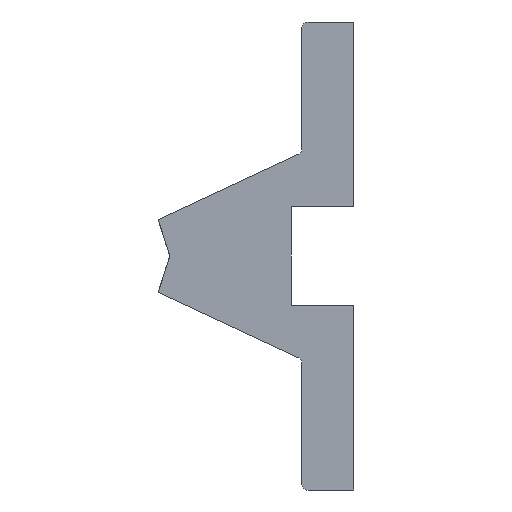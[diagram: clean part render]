
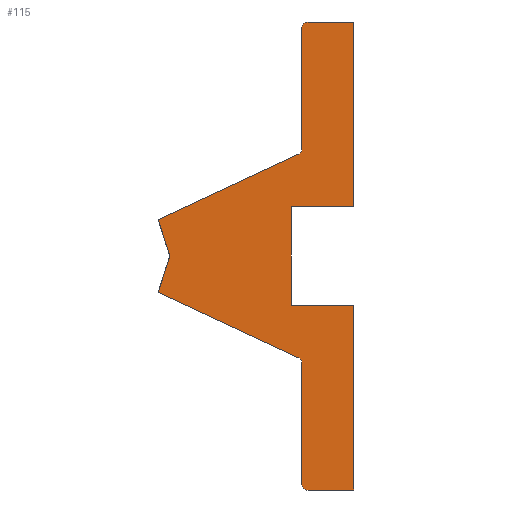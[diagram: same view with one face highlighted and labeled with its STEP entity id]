
A CAD part, left-side view. The second image highlights one B-rep face of the part: STEP entity #115.
In plain terms, the highlighted planar face has unit normal (-1, 0, 0).
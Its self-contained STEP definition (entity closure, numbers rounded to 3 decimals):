
#115 = ADVANCED_FACE( '', ( #256 ), #257, .F. );
#256 = FACE_OUTER_BOUND( '', #388, .T. );
#257 = PLANE( '', #389 );
#388 = EDGE_LOOP( '', ( #661, #662, #663, #664, #665, #666, #667, #668, #669, #670, #671, #672, #673, #674, #675, #676, #677 ) );
#389 = AXIS2_PLACEMENT_3D( '', #678, #679, #680 );
#661 = ORIENTED_EDGE( '', *, *, #787, .F. );
#662 = ORIENTED_EDGE( '', *, *, #713, .F. );
#663 = ORIENTED_EDGE( '', *, *, #779, .T. );
#664 = ORIENTED_EDGE( '', *, *, #763, .F. );
#665 = ORIENTED_EDGE( '', *, *, #791, .F. );
#666 = ORIENTED_EDGE( '', *, *, #773, .F. );
#667 = ORIENTED_EDGE( '', *, *, #689, .F. );
#668 = ORIENTED_EDGE( '', *, *, #789, .T. );
#669 = ORIENTED_EDGE( '', *, *, #768, .F. );
#670 = ORIENTED_EDGE( '', *, *, #785, .F. );
#671 = ORIENTED_EDGE( '', *, *, #753, .F. );
#672 = ORIENTED_EDGE( '', *, *, #736, .F. );
#673 = ORIENTED_EDGE( '', *, *, #718, .F. );
#674 = ORIENTED_EDGE( '', *, *, #758, .F. );
#675 = ORIENTED_EDGE( '', *, *, #793, .F. );
#676 = ORIENTED_EDGE( '', *, *, #782, .F. );
#677 = ORIENTED_EDGE( '', *, *, #694, .F. );
#678 = CARTESIAN_POINT( '', ( 0., 4.5, 22. ) );
#679 = DIRECTION( '', ( 1., 0., 0. ) );
#680 = DIRECTION( '', ( 0., 0., -1. ) );
#689 = EDGE_CURVE( '', #808, #809, #810, .T. );
#694 = EDGE_CURVE( '', #817, #818, #819, .T. );
#713 = EDGE_CURVE( '', #851, #852, #853, .T. );
#718 = EDGE_CURVE( '', #860, #861, #862, .T. );
#736 = EDGE_CURVE( '', #861, #891, #892, .T. );
#753 = EDGE_CURVE( '', #891, #918, #919, .T. );
#758 = EDGE_CURVE( '', #925, #860, #926, .T. );
#763 = EDGE_CURVE( '', #932, #933, #934, .T. );
#768 = EDGE_CURVE( '', #940, #941, #942, .T. );
#773 = EDGE_CURVE( '', #809, #947, #948, .T. );
#779 = EDGE_CURVE( '', #851, #933, #954, .T. );
#782 = EDGE_CURVE( '', #818, #957, #958, .T. );
#785 = EDGE_CURVE( '', #918, #940, #961, .T. );
#787 = EDGE_CURVE( '', #852, #817, #963, .T. );
#789 = EDGE_CURVE( '', #808, #941, #965, .T. );
#791 = EDGE_CURVE( '', #947, #932, #967, .T. );
#793 = EDGE_CURVE( '', #957, #925, #969, .T. );
#808 = VERTEX_POINT( '', #984 );
#809 = VERTEX_POINT( '', #985 );
#810 = LINE( '', #986, #987 );
#817 = VERTEX_POINT( '', #997 );
#818 = VERTEX_POINT( '', #998 );
#819 = LINE( '', #999, #1000 );
#851 = VERTEX_POINT( '', #1035 );
#852 = VERTEX_POINT( '', #1036 );
#853 = LINE( '', #1037, #1038 );
#860 = VERTEX_POINT( '', #1048 );
#861 = VERTEX_POINT( '', #1049 );
#862 = LINE( '', #1050, #1051 );
#891 = VERTEX_POINT( '', #1083 );
#892 = LINE( '', #1084, #1085 );
#918 = VERTEX_POINT( '', #1121 );
#919 = LINE( '', #1122, #1123 );
#925 = VERTEX_POINT( '', #1130 );
#926 = LINE( '', #1131, #1132 );
#932 = VERTEX_POINT( '', #1139 );
#933 = VERTEX_POINT( '', #1140 );
#934 = LINE( '', #1141, #1142 );
#940 = VERTEX_POINT( '', #1150 );
#941 = VERTEX_POINT( '', #1151 );
#942 = LINE( '', #1152, #1153 );
#947 = VERTEX_POINT( '', #1161 );
#948 = LINE( '', #1162, #1163 );
#954 = CIRCLE( '', #1173, 0.5 );
#957 = VERTEX_POINT( '', #1176 );
#958 = LINE( '', #1177, #1178 );
#961 = CIRCLE( '', #1182, 0.5 );
#963 = CIRCLE( '', #1184, 0.5 );
#965 = CIRCLE( '', #1186, 0.5 );
#967 = LINE( '', #1188, #1189 );
#969 = LINE( '', #1191, #1192 );
#984 = CARTESIAN_POINT( '', ( 0., 5.289, -9.803 ) );
#985 = CARTESIAN_POINT( '', ( 0., 18.806, -3.5 ) );
#986 = CARTESIAN_POINT( '', ( 0., 5.289, -9.803 ) );
#987 = VECTOR( '', #1209, 1000. );
#997 = CARTESIAN_POINT( '', ( 0., 4.5, 22.5 ) );
#998 = CARTESIAN_POINT( '', ( 0., 0., 22.5 ) );
#999 = CARTESIAN_POINT( '', ( 0., 4.5, 22.5 ) );
#1000 = VECTOR( '', #1213, 1000. );
#1035 = CARTESIAN_POINT( '', ( 0., 5., 10.256 ) );
#1036 = CARTESIAN_POINT( '', ( 0., 5., 22. ) );
#1037 = CARTESIAN_POINT( '', ( 0., 5., 10.256 ) );
#1038 = VECTOR( '', #1250, 1000. );
#1048 = CARTESIAN_POINT( '', ( 0., 6., -4.75 ) );
#1049 = CARTESIAN_POINT( '', ( 0., 0., -4.75 ) );
#1050 = CARTESIAN_POINT( '', ( 0., 6., -4.75 ) );
#1051 = VECTOR( '', #1254, 1000. );
#1083 = CARTESIAN_POINT( '', ( 0., 0., -22.5 ) );
#1084 = CARTESIAN_POINT( '', ( 0., 0., -4.75 ) );
#1085 = VECTOR( '', #1285, 1000. );
#1121 = CARTESIAN_POINT( '', ( 0., 4.5, -22.5 ) );
#1122 = CARTESIAN_POINT( '', ( 0., 0., -22.5 ) );
#1123 = VECTOR( '', #1308, 1000. );
#1130 = CARTESIAN_POINT( '', ( 0., 6., 4.75 ) );
#1131 = CARTESIAN_POINT( '', ( 0., 6., 4.75 ) );
#1132 = VECTOR( '', #1313, 1000. );
#1139 = CARTESIAN_POINT( '', ( 0., 18.806, 3.5 ) );
#1140 = CARTESIAN_POINT( '', ( 0., 5.289, 9.803 ) );
#1141 = CARTESIAN_POINT( '', ( 0., 18.806, 3.5 ) );
#1142 = VECTOR( '', #1318, 1000. );
#1150 = CARTESIAN_POINT( '', ( 0., 5., -22. ) );
#1151 = CARTESIAN_POINT( '', ( 0., 5., -10.256 ) );
#1152 = CARTESIAN_POINT( '', ( 0., 5., -22. ) );
#1153 = VECTOR( '', #1324, 1000. );
#1161 = CARTESIAN_POINT( '', ( 0., 17.703, 0. ) );
#1162 = CARTESIAN_POINT( '', ( 0., 18.806, -3.5 ) );
#1163 = VECTOR( '', #1328, 1000. );
#1173 = AXIS2_PLACEMENT_3D( '', #1333, #1334, #1335 );
#1176 = CARTESIAN_POINT( '', ( 0., 0., 4.75 ) );
#1177 = CARTESIAN_POINT( '', ( 0., 0., 22.5 ) );
#1178 = VECTOR( '', #1336, 1000. );
#1182 = AXIS2_PLACEMENT_3D( '', #1338, #1339, #1340 );
#1184 = AXIS2_PLACEMENT_3D( '', #1341, #1342, #1343 );
#1186 = AXIS2_PLACEMENT_3D( '', #1344, #1345, #1346 );
#1188 = CARTESIAN_POINT( '', ( 0., 17.703, 0. ) );
#1189 = VECTOR( '', #1347, 1000. );
#1191 = CARTESIAN_POINT( '', ( 0., 0., 4.75 ) );
#1192 = VECTOR( '', #1348, 1000. );
#1209 = DIRECTION( '', ( 0., 0.906, 0.423 ) );
#1213 = DIRECTION( '', ( 0., -1., 0. ) );
#1250 = DIRECTION( '', ( 0., 0., 1. ) );
#1254 = DIRECTION( '', ( 0., -1., 0. ) );
#1285 = DIRECTION( '', ( 0., 0., -1. ) );
#1308 = DIRECTION( '', ( 0., 1., 0. ) );
#1313 = DIRECTION( '', ( 0., 0., -1. ) );
#1318 = DIRECTION( '', ( 0., -0.906, 0.423 ) );
#1324 = DIRECTION( '', ( 0., 0., 1. ) );
#1328 = DIRECTION( '', ( 0., -0.301, 0.954 ) );
#1333 = CARTESIAN_POINT( '', ( 0., 5.5, 10.256 ) );
#1334 = DIRECTION( '', ( 1., 0., 0. ) );
#1335 = DIRECTION( '', ( 0., 0., -1. ) );
#1336 = DIRECTION( '', ( 0., 0., -1. ) );
#1338 = CARTESIAN_POINT( '', ( 0., 4.5, -22. ) );
#1339 = DIRECTION( '', ( 1., 0., 0. ) );
#1340 = DIRECTION( '', ( 0., 0., -1. ) );
#1341 = CARTESIAN_POINT( '', ( 0., 4.5, 22. ) );
#1342 = DIRECTION( '', ( 1., 0., 0. ) );
#1343 = DIRECTION( '', ( 0., 0., -1. ) );
#1344 = CARTESIAN_POINT( '', ( 0., 5.5, -10.256 ) );
#1345 = DIRECTION( '', ( 1., 0., 0. ) );
#1346 = DIRECTION( '', ( 0., 0., -1. ) );
#1347 = DIRECTION( '', ( 0., 0.301, 0.954 ) );
#1348 = DIRECTION( '', ( 0., 1., 0. ) );
